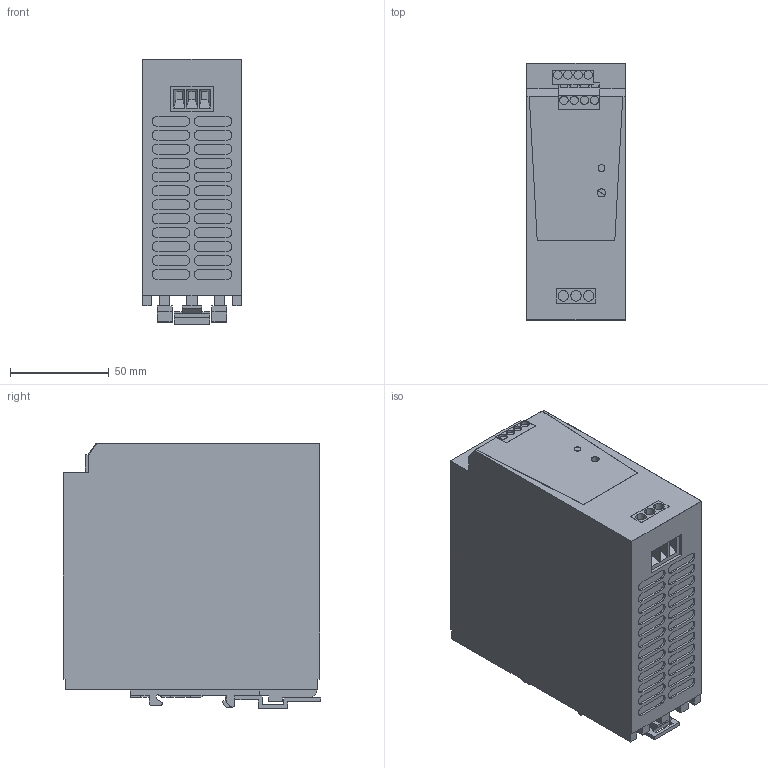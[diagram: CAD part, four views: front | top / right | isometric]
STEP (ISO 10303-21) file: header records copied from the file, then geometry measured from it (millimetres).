
FILE_DESCRIPTION(('CATIA V5R24 STEP','CAx-IF Rec.Pracs.--- Model Styling and Organization---1.2---2011-12-15'),'2;1');
FILE_NAME ('6775791_4', '2018-03-21T13:46:05+00:00', ('Weidmueller Interface'), ('Weidmueller'), 'CATIA Version 5-6 Release 2014 SP4', 'CATIA V5 STEP AP214', 'none');
FILE_SCHEMA(('AUTOMOTIVE_DESIGN { 1 0 10303 214 1 1 1 1 }'));
Length unit declared in the file: millimetre
Products named in the file (1): 1478120000
Bounding box: 50 x 130.4 x 134.5 mm (x, y, z)
Volume: 779345.3 mm3; surface area: 93255.9 mm2
Topology: 7 solids, 7 shells, 616 faces, 1563 edges, 1024 vertices
Faces by surface type: plane 471, cylinder 145
Entity records: 17430 total; most frequent: ORIENTED_EDGE 3126, CARTESIAN_POINT 2936, DIRECTION 2296, EDGE_CURVE 1538, VECTOR 1228, LINE 1228, VERTEX_POINT 1000, EDGE_LOOP 693
